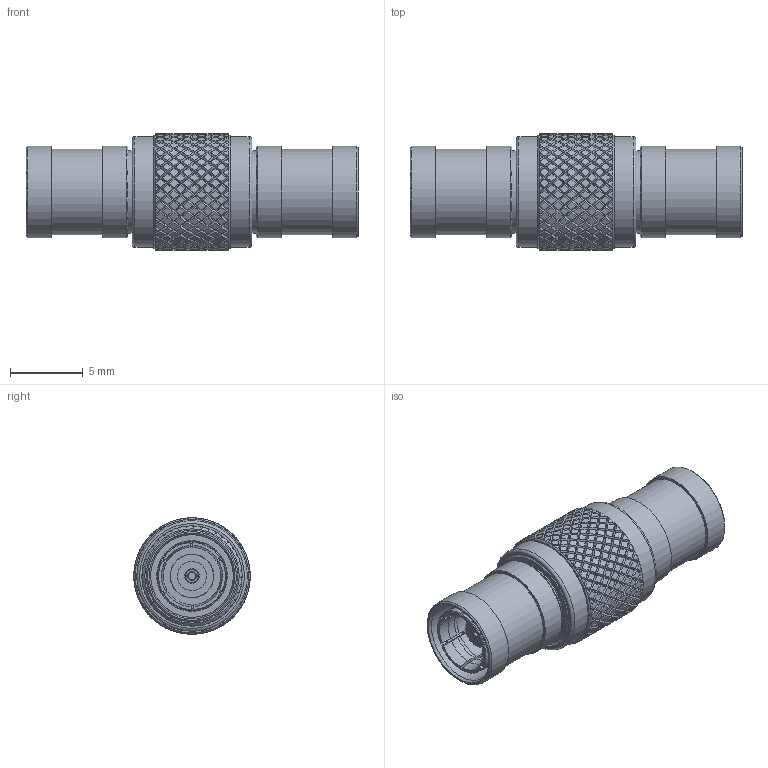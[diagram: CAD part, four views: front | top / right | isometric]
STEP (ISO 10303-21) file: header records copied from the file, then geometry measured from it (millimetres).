
FILE_DESCRIPTION(/* description */ ('Unknown'),/* implementation_level */ '2;1');
FILE_NAME(/* name */ '64416216211000',/* time_stamp */ '2024-03-19T15:56:08+01:00',/* author */ ('Unknown'),/* organization */ ('Unknown'),/* preprocessor_version */ 'ST-DEVELOPER v18.102',/* originating_system */ 'Solid Edge',/* authorisation */ 'Unknown');
FILE_SCHEMA (('AUTOMOTIVE_DESIGN {1 0 10303 214 3 1 1}'));
Products named in the file (7): 64416216211000; 64416216211000_Signalpin; 64416216211000_insulator; 64416216211000_connector body; 64416216211000_body; 64416216211000_ring; 64416216211000_shell
Assembly tree (10 placements, depth 2):
  64416216211000
    64416216211000_Signalpin
    64416216211000_insulator  x2
    64416216211000_connector body
    64416216211000_body  x2
    64416216211000_ring  x2
    64416216211000_shell  x2
Bounding box: 22.8 x 8 x 8 mm (x, y, z)
Volume: 583.2 mm3; surface area: 2065.6 mm2
Topology: 10 solids, 10 shells, 2759 faces, 6217 edges, 3500 vertices
Faces by surface type: bspline 1408, cylinder 649, plane 558, cone 138, torus 6
Full cylindrical faces by diameter (mm): 0.95 x2, 1 x2, 1.27 x1, 2 x2, 2.97 x2, 3 x2, 4 x1, 4.03 x2, 4.05 x2, 4.4 x2, 4.5 x2, 4.639 x4, 4.8 x2, 5.68 x2, 5.688 x2, 5.901 x2, 6.3 x4, 6.9 x2, 7.6 x2, 8 x1
Entity records: 74799 total; most frequent: CARTESIAN_POINT 40154, ORIENTED_EDGE 9960, EDGE_CURVE 4980, DIRECTION 3688, VERTEX_POINT 2732, EDGE_LOOP 2380, FACE_BOUND 2380, ADVANCED_FACE 2315
